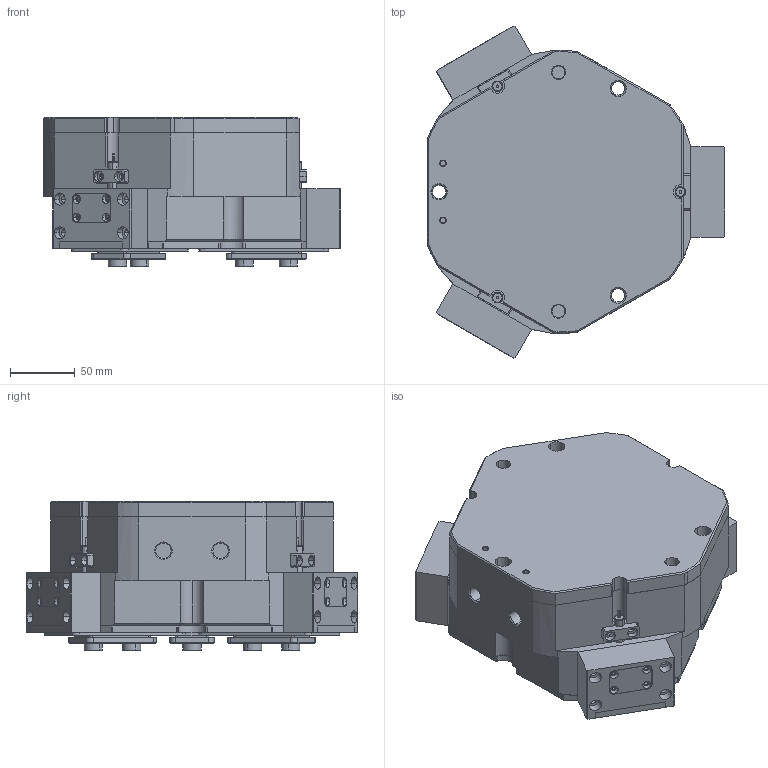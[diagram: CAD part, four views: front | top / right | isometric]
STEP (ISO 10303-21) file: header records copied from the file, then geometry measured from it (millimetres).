
FILE_DESCRIPTION (( 'STEP AP203' ), '1' );
FILE_NAME ('TZ160-218-S-P.STEP', '2024-12-03T08:30:07', ( 'USER-' ), ( 'Microsoft' ), 'SwSTEP 2.0', 'SolidWorks 2018', '' );
FILE_SCHEMA (( 'CONFIG_CONTROL_DESIGN' ));
Length unit declared in the file: millimetre
Products named in the file (16): TZ160-218-M-01 褲极; TZ160-218-S杅耀; 潔擒18-M4羲壽揤极; TZ160-218-M-13 移动挡板(默认); TZ160-218-M-05 菁裔啣; 埴翐芛蹟佪_GB_FASTENER_SCREWS_HSHCS M2X8-N; 14x10-10隅弇杶; TR300-15-1晚假蚾輸; M8-30諉輪羲壽; 35x18-R3; TR115-240-M-15 侧封小盖(默认); TZ160-218-M-14 忒硌薊啣; TZ160-218-M-11 奻葡裔啣; TZ160-218-S-P; TZ160-218-S-02 賑輸; TZ160-218-M-12 耜猾极
Assembly tree (47 placements, depth 3):
  TZ160-218-S-P
    TZ160-218-M-11 奻葡裔啣
    TZ160-218-M-12 耜猾极  x3
    TZ160-218-M-13 移动挡板(默认)  x3
    TZ160-218-M-14 忒硌薊啣  x3
    TR115-240-M-15 侧封小盖(默认)  x3
    TZ160-218-S杅耀
      TZ160-218-M-01 褲极
      TZ160-218-S-02 賑輸  x3
      14x10-10隅弇杶  x6
      TR300-15-1晚假蚾輸  x3
      潔擒18-M4羲壽揤极  x3
      M8-30諉輪羲壽  x3
      TZ160-218-M-05 菁裔啣
      35x18-R3
      埴翐芛蹟佪_GB_FASTENER_SCREWS_HSHCS M2X8-N  x6
    14x10-10隅弇杶  x6
Bounding box: 229 x 255.7 x 115 mm (x, y, z)
Volume: 3377440.2 mm3; surface area: 477455.7 mm2
Topology: 46 solids, 76 shells, 2423 faces, 6065 edges, 3748 vertices
Faces by surface type: plane 978, cylinder 732, cone 546, bspline 155, torus 12
Entity records: 53620 total; most frequent: CARTESIAN_POINT 14310, ORIENTED_EDGE 7642, DIRECTION 7470, EDGE_CURVE 3821, AXIS2_PLACEMENT_3D 2557, VERTEX_POINT 2465, LINE 2356, VECTOR 2356
